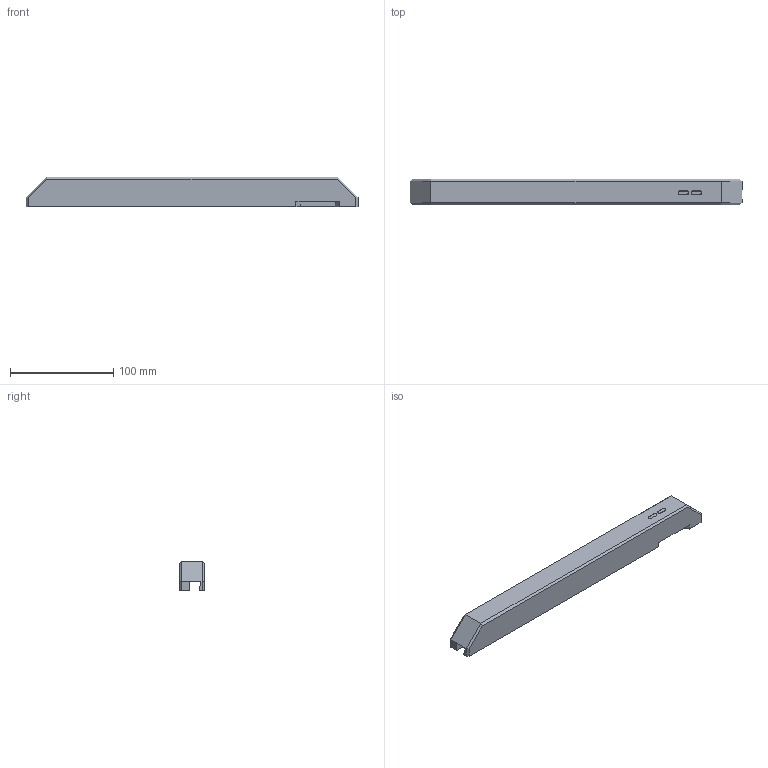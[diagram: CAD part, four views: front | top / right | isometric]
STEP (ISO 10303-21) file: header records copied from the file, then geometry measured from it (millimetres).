
FILE_DESCRIPTION(/* description */ (''),/* implementation_level */ '2;1');
FILE_NAME(/* name */ 'Ipad Case 6th Gen 12.9 Inovativ QR Mount v27top.step',/* time_stamp */ '2024-05-04T03:06:12-07:00',/* author */ (''),/* organization */ (''),/* preprocessor_version */ 'ST-DEVELOPER v20',/* originating_system */ 'Autodesk Translation Framework v12.20.1.177',/* authorisation */ '');
FILE_SCHEMA (('AUTOMOTIVE_DESIGN { 1 0 10303 214 3 1 1 }'));
Length unit declared in the file: millimetre
Products named in the file (2): Ipad Case 6th Gen 12.9  Inovativ QR Mount; Volume Button
Assembly tree (1 placements, depth 2):
  Ipad Case 6th Gen 12.9  Inovativ QR Mount
    Volume Button
Bounding box: 321.15 x 25 x 28.88 mm (x, y, z)
Volume: 173107.9 mm3; surface area: 40058.4 mm2
Topology: 3 solids, 3 shells, 107 faces, 261 edges, 170 vertices
Faces by surface type: plane 92, cylinder 9, cone 4, torus 2
Entity records: 3145 total; most frequent: CARTESIAN_POINT 550, ORIENTED_EDGE 522, DIRECTION 505, EDGE_CURVE 261, LINE 229, VECTOR 229, VERTEX_POINT 170, AXIS2_PLACEMENT_3D 138
